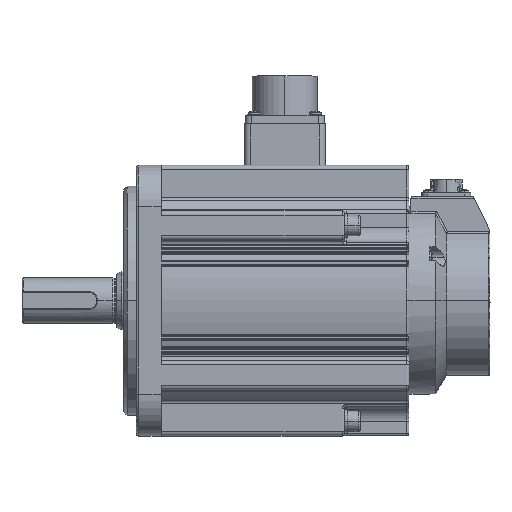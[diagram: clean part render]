
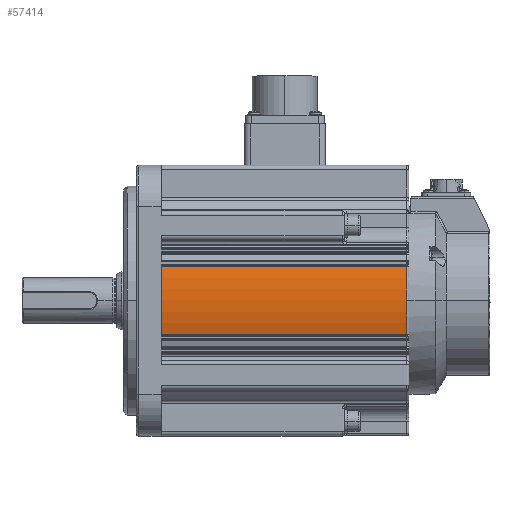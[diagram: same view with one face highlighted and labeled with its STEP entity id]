
A CAD part, top view. The second image highlights one B-rep face of the part: STEP entity #57414.
In plain terms, the highlighted cylindrical face has radius 65 mm (diameter 130 mm), a partial arc.
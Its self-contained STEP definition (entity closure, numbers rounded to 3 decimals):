
#97 = VERTEX_POINT ( 'NONE', #50341 ) ;
#166 = EDGE_LOOP ( 'NONE', ( #32373, #28266, #30930, #53032, #33509, #3015 ) ) ;
#174 = CARTESIAN_POINT ( 'NONE',  ( -78.06, 94.164, 97.064 ) ) ;
#216 = CIRCLE ( 'NONE', #28543, 65. ) ;
#356 = CARTESIAN_POINT ( 'NONE',  ( -270.608, 126.913, 97.047 ) ) ;
#953 = EDGE_CURVE ( 'NONE', #97, #24428, #61542, .T. ) ;
#1140 = DIRECTION ( 'NONE',  ( 0., 0., 1. ) ) ;
#1304 = LINE ( 'NONE', #12904, #26109 ) ;
#2834 = CARTESIAN_POINT ( 'NONE',  ( -78.054, 110.539, 34.16 ) ) ;
#3015 = ORIENTED_EDGE ( 'NONE', *, *, #63887, .F. ) ;
#3202 = CARTESIAN_POINT ( 'NONE',  ( -78.06, 110.539, 99.16 ) ) ;
#6540 = CARTESIAN_POINT ( 'NONE',  ( 39.94, 110.539, 99.171 ) ) ;
#6980 = VERTEX_POINT ( 'NONE', #174 ) ;
#7738 = DIRECTION ( 'NONE',  ( 0., 0., -1. ) ) ;
#7899 = DIRECTION ( 'NONE',  ( 1., 0., 0. ) ) ;
#8858 = VERTEX_POINT ( 'NONE', #3202 ) ;
#11112 = CIRCLE ( 'NONE', #51719, 65. ) ;
#12842 = AXIS2_PLACEMENT_3D ( 'NONE', #16506, #56136, #41174 ) ;
#12904 = CARTESIAN_POINT ( 'NONE',  ( -270.608, 94.164, 97.047 ) ) ;
#16506 = CARTESIAN_POINT ( 'NONE',  ( -270.602, 110.539, 34.143 ) ) ;
#18259 = AXIS2_PLACEMENT_3D ( 'NONE', #62151, #62096, #62085 ) ;
#22292 = DIRECTION ( 'NONE',  ( 1., 0., 0. ) ) ;
#24428 = VERTEX_POINT ( 'NONE', #6540 ) ;
#26109 = VECTOR ( 'NONE', #7899, 1000. ) ;
#26138 = CIRCLE ( 'NONE', #52574, 65. ) ;
#28266 = ORIENTED_EDGE ( 'NONE', *, *, #53562, .T. ) ;
#28543 = AXIS2_PLACEMENT_3D ( 'NONE', #51920, #22292, #56912 ) ;
#29767 = VERTEX_POINT ( 'NONE', #34229 ) ;
#30835 = DIRECTION ( 'NONE',  ( 1., 0., 0. ) ) ;
#30930 = ORIENTED_EDGE ( 'NONE', *, *, #63146, .T. ) ;
#32373 = ORIENTED_EDGE ( 'NONE', *, *, #953, .F. ) ;
#33509 = ORIENTED_EDGE ( 'NONE', *, *, #59369, .T. ) ;
#34229 = CARTESIAN_POINT ( 'NONE',  ( -78.06, 126.913, 97.064 ) ) ;
#34986 = DIRECTION ( 'NONE',  ( -1., 0., 0. ) ) ;
#35893 = CARTESIAN_POINT ( 'NONE',  ( 39.94, 94.164, 97.075 ) ) ;
#37272 = VECTOR ( 'NONE', #34986, 1000. ) ;
#37447 = DIRECTION ( 'NONE',  ( 1., 0., 0. ) ) ;
#41174 = DIRECTION ( 'NONE',  ( 0., 0., -1. ) ) ;
#47901 = CYLINDRICAL_SURFACE ( 'NONE', #12842, 65. ) ;
#50341 = CARTESIAN_POINT ( 'NONE',  ( 39.94, 126.913, 97.075 ) ) ;
#51719 = AXIS2_PLACEMENT_3D ( 'NONE', #2834, #37447, #7738 ) ;
#51920 = CARTESIAN_POINT ( 'NONE',  ( -78.054, 110.539, 34.16 ) ) ;
#52574 = AXIS2_PLACEMENT_3D ( 'NONE', #60448, #30835, #1140 ) ;
#53032 = ORIENTED_EDGE ( 'NONE', *, *, #63225, .T. ) ;
#53526 = LINE ( 'NONE', #356, #37272 ) ;
#53562 = EDGE_CURVE ( 'NONE', #97, #29767, #53526, .T. ) ;
#56136 = DIRECTION ( 'NONE',  ( 1., 0., 0. ) ) ;
#56912 = DIRECTION ( 'NONE',  ( 0., 0., -1. ) ) ;
#57414 = ADVANCED_FACE ( 'NONE', ( #61120 ), #47901, .T. ) ;
#58184 = VERTEX_POINT ( 'NONE', #35893 ) ;
#59369 = EDGE_CURVE ( 'NONE', #6980, #58184, #1304, .T. ) ;
#60448 = CARTESIAN_POINT ( 'NONE',  ( 39.946, 110.539, 34.171 ) ) ;
#61120 = FACE_OUTER_BOUND ( 'NONE', #166, .T. ) ;
#61542 = CIRCLE ( 'NONE', #18259, 65. ) ;
#62085 = DIRECTION ( 'NONE',  ( 0., 0., 1. ) ) ;
#62096 = DIRECTION ( 'NONE',  ( 1., 0., 0. ) ) ;
#62151 = CARTESIAN_POINT ( 'NONE',  ( 39.946, 110.539, 34.171 ) ) ;
#63146 = EDGE_CURVE ( 'NONE', #29767, #8858, #216, .T. ) ;
#63225 = EDGE_CURVE ( 'NONE', #8858, #6980, #11112, .T. ) ;
#63887 = EDGE_CURVE ( 'NONE', #24428, #58184, #26138, .T. ) ;
